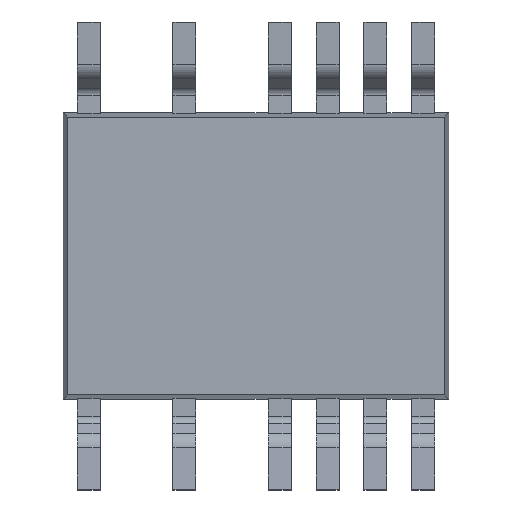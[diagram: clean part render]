
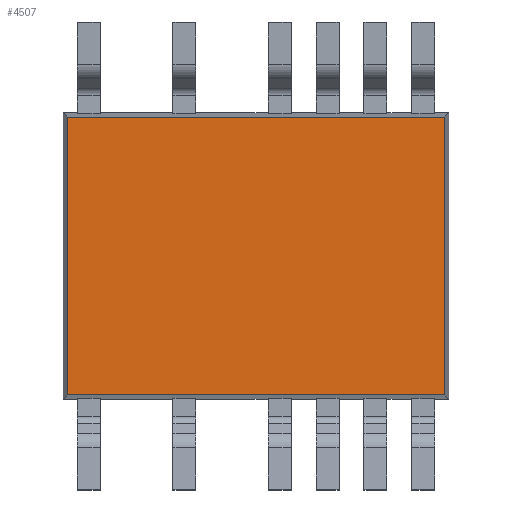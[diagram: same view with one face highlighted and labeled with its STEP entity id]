
A CAD part, front view. The second image highlights one B-rep face of the part: STEP entity #4507.
In plain terms, the highlighted planar face has unit normal (0, -1, 0).
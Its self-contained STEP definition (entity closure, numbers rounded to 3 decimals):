
#58 = DIRECTION ( 'NONE',  ( 0., 0., -1. ) ) ;
#482 = LINE ( 'NONE', #3027, #6546 ) ;
#529 = VECTOR ( 'NONE', #898, 1000. ) ;
#647 = CARTESIAN_POINT ( 'NONE',  ( 1.974, 0.1, 1.5 ) ) ;
#874 = DIRECTION ( 'NONE',  ( -1., 0., 0. ) ) ;
#898 = DIRECTION ( 'NONE',  ( 0., 0., 1. ) ) ;
#1434 = ORIENTED_EDGE ( 'NONE', *, *, #1949, .F. ) ;
#1583 = VERTEX_POINT ( 'NONE', #6941 ) ;
#1949 = EDGE_CURVE ( 'NONE', #6743, #7010, #4715, .T. ) ;
#2001 = FACE_OUTER_BOUND ( 'NONE', #5432, .T. ) ;
#2209 = CARTESIAN_POINT ( 'NONE',  ( 2.019, 0.1, -1.5 ) ) ;
#2911 = ORIENTED_EDGE ( 'NONE', *, *, #7263, .F. ) ;
#2951 = VECTOR ( 'NONE', #874, 1000. ) ;
#3027 = CARTESIAN_POINT ( 'NONE',  ( -2.02, 0.1, 1.455 ) ) ;
#3651 = LINE ( 'NONE', #647, #3948 ) ;
#3902 = PLANE ( 'NONE',  #7981 ) ;
#3910 = CARTESIAN_POINT ( 'NONE',  ( -1.974, 0.1, -1.455 ) ) ;
#3948 = VECTOR ( 'NONE', #58, 1000. ) ;
#4180 = DIRECTION ( 'NONE',  ( 0., -1., 0. ) ) ;
#4507 = ADVANCED_FACE ( 'NONE', ( #2001 ), #3902, .T. ) ;
#4715 = LINE ( 'NONE', #7932, #529 ) ;
#4774 = DIRECTION ( 'NONE',  ( 0., 0., -1. ) ) ;
#4962 = CARTESIAN_POINT ( 'NONE',  ( 1.974, 0.1, 1.455 ) ) ;
#5202 = CARTESIAN_POINT ( 'NONE',  ( -1.974, 0.1, 1.455 ) ) ;
#5432 = EDGE_LOOP ( 'NONE', ( #7334, #8247, #1434, #2911 ) ) ;
#6064 = CARTESIAN_POINT ( 'NONE',  ( -2.02, 0.1, -1.455 ) ) ;
#6129 = DIRECTION ( 'NONE',  ( 1., 0., 0. ) ) ;
#6302 = EDGE_CURVE ( 'NONE', #6926, #1583, #3651, .T. ) ;
#6546 = VECTOR ( 'NONE', #6129, 1000. ) ;
#6743 = VERTEX_POINT ( 'NONE', #3910 ) ;
#6903 = EDGE_CURVE ( 'NONE', #7010, #6926, #482, .T. ) ;
#6926 = VERTEX_POINT ( 'NONE', #4962 ) ;
#6941 = CARTESIAN_POINT ( 'NONE',  ( 1.974, 0.1, -1.455 ) ) ;
#7010 = VERTEX_POINT ( 'NONE', #5202 ) ;
#7236 = LINE ( 'NONE', #6064, #2951 ) ;
#7263 = EDGE_CURVE ( 'NONE', #1583, #6743, #7236, .T. ) ;
#7334 = ORIENTED_EDGE ( 'NONE', *, *, #6302, .F. ) ;
#7932 = CARTESIAN_POINT ( 'NONE',  ( -1.974, 0.1, 1.5 ) ) ;
#7981 = AXIS2_PLACEMENT_3D ( 'NONE', #2209, #4180, #4774 ) ;
#8247 = ORIENTED_EDGE ( 'NONE', *, *, #6903, .F. ) ;
